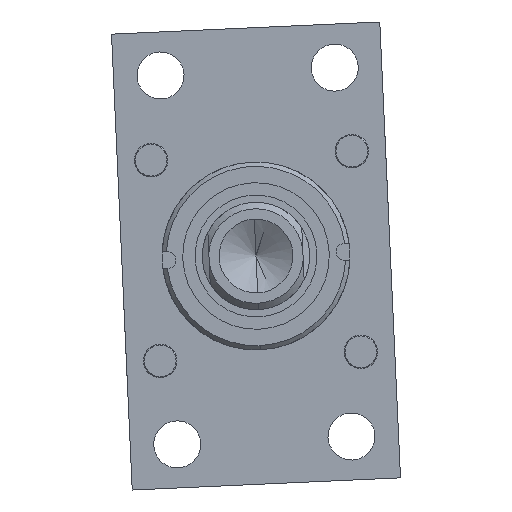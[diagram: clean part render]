
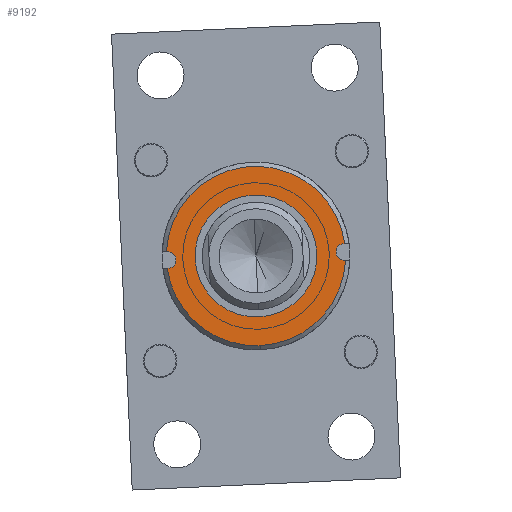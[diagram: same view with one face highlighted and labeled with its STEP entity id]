
A CAD part, left-side view. The second image highlights one B-rep face of the part: STEP entity #9192.
In plain terms, the highlighted face is planar.
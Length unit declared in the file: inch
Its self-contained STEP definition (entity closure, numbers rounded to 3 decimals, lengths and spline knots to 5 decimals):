
#21 = DIRECTION ( 'NONE',  ( 0., 0., -1. ) ) ;
#120 = EDGE_CURVE ( 'NONE', #1892, #6918, #4263, .T. ) ;
#199 = VERTEX_POINT ( 'NONE', #5763 ) ;
#204 = CARTESIAN_POINT ( 'NONE',  ( 19.33958, 31.20342, -2.69734 ) ) ;
#227 = EDGE_CURVE ( 'NONE', #1892, #199, #3742, .T. ) ;
#270 = EDGE_CURVE ( 'NONE', #4114, #8922, #6412, .T. ) ;
#314 = AXIS2_PLACEMENT_3D ( 'NONE', #3014, #8295, #4206 ) ;
#356 = EDGE_CURVE ( 'NONE', #199, #6210, #7497, .T. ) ;
#663 = DIRECTION ( 'NONE',  ( 0., 0., 1. ) ) ;
#860 = LINE ( 'NONE', #6140, #1769 ) ;
#882 = CARTESIAN_POINT ( 'NONE',  ( 19.49558, 31.45966, -2.69734 ) ) ;
#951 = ORIENTED_EDGE ( 'NONE', *, *, #1075, .F. ) ;
#955 = DIRECTION ( 'NONE',  ( 0., 0., 1. ) ) ;
#1075 = EDGE_CURVE ( 'NONE', #4114, #8334, #4821, .T. ) ;
#1350 = CIRCLE ( 'NONE', #7342, 0.078 ) ;
#1446 = FACE_BOUND ( 'NONE', #3914, .T. ) ;
#1521 = ORIENTED_EDGE ( 'NONE', *, *, #4162, .F. ) ;
#1580 = CARTESIAN_POINT ( 'NONE',  ( 19.41758, 30.63592, -2.69734 ) ) ;
#1649 = CARTESIAN_POINT ( 'NONE',  ( 19.49558, 29.80457, -2.69734 ) ) ;
#1769 = VECTOR ( 'NONE', #2056, 39.37008 ) ;
#1892 = VERTEX_POINT ( 'NONE', #8497 ) ;
#2013 = CARTESIAN_POINT ( 'NONE',  ( 18.85008, 30.63592, -2.69734 ) ) ;
#2056 = DIRECTION ( 'NONE',  ( 0., 1., 0. ) ) ;
#2058 = CARTESIAN_POINT ( 'NONE',  ( 19.49558, 29.81218, -2.69734 ) ) ;
#2142 = AXIS2_PLACEMENT_3D ( 'NONE', #3400, #8672, #4601 ) ;
#2283 = EDGE_CURVE ( 'NONE', #8545, #8334, #8375, .T. ) ;
#2361 = AXIS2_PLACEMENT_3D ( 'NONE', #4055, #21, #5262 ) ;
#2438 = EDGE_CURVE ( 'NONE', #8552, #6918, #1350, .T. ) ;
#2610 = CARTESIAN_POINT ( 'NONE',  ( 19.49558, 31.20342, -2.69734 ) ) ;
#2623 = ORIENTED_EDGE ( 'NONE', *, *, #2438, .T. ) ;
#2655 = FACE_OUTER_BOUND ( 'NONE', #5126, .T. ) ;
#2792 = DIRECTION ( 'NONE',  ( 1., 0., 0. ) ) ;
#2798 = CARTESIAN_POINT ( 'NONE',  ( 19.41758, 30.63592, -2.69734 ) ) ;
#3014 = CARTESIAN_POINT ( 'NONE',  ( 19.41758, 30.63592, -2.69734 ) ) ;
#3032 = ORIENTED_EDGE ( 'NONE', *, *, #120, .F. ) ;
#3179 = CARTESIAN_POINT ( 'NONE',  ( 19.41758, 31.45966, -2.69734 ) ) ;
#3375 = VECTOR ( 'NONE', #5458, 39.37008 ) ;
#3400 = CARTESIAN_POINT ( 'NONE',  ( 19.41758, 31.20342, -2.69734 ) ) ;
#3472 = AXIS2_PLACEMENT_3D ( 'NONE', #2798, #8061, #3975 ) ;
#3677 = CARTESIAN_POINT ( 'NONE',  ( 19.33958, 31.45966, -2.69734 ) ) ;
#3733 = VECTOR ( 'NONE', #4401, 39.37008 ) ;
#3742 = CIRCLE ( 'NONE', #8011, 0.835 ) ;
#3858 = ORIENTED_EDGE ( 'NONE', *, *, #270, .T. ) ;
#3896 = CARTESIAN_POINT ( 'NONE',  ( 19.33958, 29.80457, -2.69734 ) ) ;
#3914 = EDGE_LOOP ( 'NONE', ( #6661, #1521 ) ) ;
#3975 = DIRECTION ( 'NONE',  ( 1., 0., 0. ) ) ;
#4004 = ORIENTED_EDGE ( 'NONE', *, *, #2283, .T. ) ;
#4055 = CARTESIAN_POINT ( 'NONE',  ( 19.41758, 29.81218, -2.69734 ) ) ;
#4114 = VERTEX_POINT ( 'NONE', #1649 ) ;
#4162 = EDGE_CURVE ( 'NONE', #9060, #8582, #6774, .T. ) ;
#4206 = DIRECTION ( 'NONE',  ( 1., 0., 0. ) ) ;
#4263 = LINE ( 'NONE', #204, #3375 ) ;
#4396 = DIRECTION ( 'NONE',  ( -1., 0., 0. ) ) ;
#4401 = DIRECTION ( 'NONE',  ( 0., 1., 0. ) ) ;
#4601 = DIRECTION ( 'NONE',  ( -1., 0., 0. ) ) ;
#4722 = CARTESIAN_POINT ( 'NONE',  ( 19.41758, 30.63592, -2.69734 ) ) ;
#4821 = LINE ( 'NONE', #8753, #3733 ) ;
#4849 = EDGE_CURVE ( 'NONE', #6210, #8545, #860, .T. ) ;
#5006 = AXIS2_PLACEMENT_3D ( 'NONE', #1580, #6863, #2792 ) ;
#5031 = CARTESIAN_POINT ( 'NONE',  ( 19.41758, 30.63592, -2.69734 ) ) ;
#5126 = EDGE_LOOP ( 'NONE', ( #951, #3858, #9028, #2623, #3032, #5467, #5497, #6166, #4004 ) ) ;
#5262 = DIRECTION ( 'NONE',  ( -1., 0., 0. ) ) ;
#5458 = DIRECTION ( 'NONE',  ( 0., -1., 0. ) ) ;
#5467 = ORIENTED_EDGE ( 'NONE', *, *, #227, .T. ) ;
#5497 = ORIENTED_EDGE ( 'NONE', *, *, #356, .T. ) ;
#5662 = EDGE_CURVE ( 'NONE', #8922, #8552, #6692, .T. ) ;
#5763 = CARTESIAN_POINT ( 'NONE',  ( 18.58258, 30.63592, -2.69734 ) ) ;
#5933 = DIRECTION ( 'NONE',  ( 1., 0., 0. ) ) ;
#6131 = AXIS2_PLACEMENT_3D ( 'NONE', #5031, #955, #6241 ) ;
#6140 = CARTESIAN_POINT ( 'NONE',  ( 19.33958, 31.20342, -2.69734 ) ) ;
#6166 = ORIENTED_EDGE ( 'NONE', *, *, #4849, .T. ) ;
#6210 = VERTEX_POINT ( 'NONE', #3896 ) ;
#6241 = DIRECTION ( 'NONE',  ( 1., 0., 0. ) ) ;
#6316 = VECTOR ( 'NONE', #7886, 39.37008 ) ;
#6412 = CIRCLE ( 'NONE', #5006, 0.835 ) ;
#6661 = ORIENTED_EDGE ( 'NONE', *, *, #7029, .F. ) ;
#6692 = LINE ( 'NONE', #2610, #6316 ) ;
#6774 = CIRCLE ( 'NONE', #314, 0.5675 ) ;
#6863 = DIRECTION ( 'NONE',  ( 0., 0., 1. ) ) ;
#6918 = VERTEX_POINT ( 'NONE', #3677 ) ;
#7029 = EDGE_CURVE ( 'NONE', #8582, #9060, #7807, .T. ) ;
#7224 = CARTESIAN_POINT ( 'NONE',  ( 19.98508, 30.63592, -2.69734 ) ) ;
#7342 = AXIS2_PLACEMENT_3D ( 'NONE', #3179, #8474, #4396 ) ;
#7459 = PLANE ( 'NONE',  #2142 ) ;
#7497 = CIRCLE ( 'NONE', #3472, 0.835 ) ;
#7807 = CIRCLE ( 'NONE', #6131, 0.5675 ) ;
#7829 = CARTESIAN_POINT ( 'NONE',  ( 19.33958, 29.81218, -2.69734 ) ) ;
#7886 = DIRECTION ( 'NONE',  ( 0., -1., 0. ) ) ;
#8011 = AXIS2_PLACEMENT_3D ( 'NONE', #4722, #663, #5933 ) ;
#8061 = DIRECTION ( 'NONE',  ( 0., 0., 1. ) ) ;
#8200 = CARTESIAN_POINT ( 'NONE',  ( 19.49558, 31.46727, -2.69734 ) ) ;
#8295 = DIRECTION ( 'NONE',  ( 0., 0., 1. ) ) ;
#8334 = VERTEX_POINT ( 'NONE', #2058 ) ;
#8375 = CIRCLE ( 'NONE', #2361, 0.078 ) ;
#8474 = DIRECTION ( 'NONE',  ( 0., 0., -1. ) ) ;
#8497 = CARTESIAN_POINT ( 'NONE',  ( 19.33958, 31.46727, -2.69734 ) ) ;
#8545 = VERTEX_POINT ( 'NONE', #7829 ) ;
#8552 = VERTEX_POINT ( 'NONE', #882 ) ;
#8582 = VERTEX_POINT ( 'NONE', #7224 ) ;
#8672 = DIRECTION ( 'NONE',  ( 0., 0., -1. ) ) ;
#8753 = CARTESIAN_POINT ( 'NONE',  ( 19.49558, 31.20342, -2.69734 ) ) ;
#8922 = VERTEX_POINT ( 'NONE', #8200 ) ;
#9028 = ORIENTED_EDGE ( 'NONE', *, *, #5662, .T. ) ;
#9060 = VERTEX_POINT ( 'NONE', #2013 ) ;
#9192 = ADVANCED_FACE ( 'NONE', ( #1446, #2655 ), #7459, .F. ) ;
